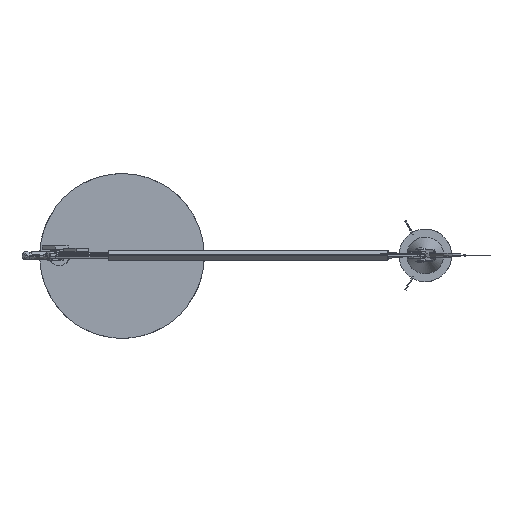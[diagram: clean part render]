
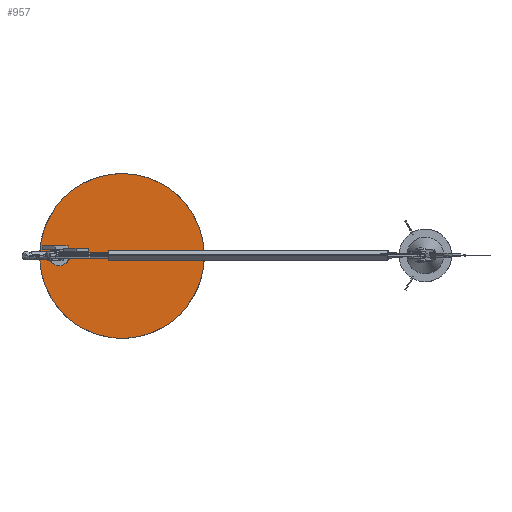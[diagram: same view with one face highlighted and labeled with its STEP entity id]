
A CAD part, top view. The second image highlights one B-rep face of the part: STEP entity #957.
In plain terms, the highlighted planar face has unit normal (0, 0, 1).
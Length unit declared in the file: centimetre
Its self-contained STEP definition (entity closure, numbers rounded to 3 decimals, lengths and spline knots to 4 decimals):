
#957=ADVANCED_FACE($,(#1589),#8499,.T.);
#1589=FACE_OUTER_BOUND($,#2253,.T.);
#2253=EDGE_LOOP($,(#5504,#5505));
#5504=ORIENTED_EDGE($,*,*,#7232,.F.);
#5505=ORIENTED_EDGE($,*,*,#7235,.F.);
#7232=EDGE_CURVE($,#8350,#8351,#10889,.T.);
#7235=EDGE_CURVE($,#8351,#8350,#10892,.T.);
#8350=VERTEX_POINT($,#29663);
#8351=VERTEX_POINT($,#29664);
#8499=PLANE($,#11060);
#10889=(
BOUNDED_CURVE()
B_SPLINE_CURVE(2,(#29622,#29623,#29624,#29625,#29626),.UNSPECIFIED.,.F.,
.F.)
B_SPLINE_CURVE_WITH_KNOTS((3,2,3),(-518.39,-259.195,0.),
.UNSPECIFIED.)
CURVE()
GEOMETRIC_REPRESENTATION_ITEM()
RATIONAL_B_SPLINE_CURVE((1.,0.707,1.,0.707,1.))
REPRESENTATION_ITEM($)
);
#10892=(
BOUNDED_CURVE()
B_SPLINE_CURVE(2,(#29634,#29635,#29636,#29637,#29638),.UNSPECIFIED.,.F.,
.F.)
B_SPLINE_CURVE_WITH_KNOTS((3,2,3),(-1036.78,-777.585,-518.39),
.UNSPECIFIED.)
CURVE()
GEOMETRIC_REPRESENTATION_ITEM()
RATIONAL_B_SPLINE_CURVE((1.,0.707,1.,0.707,1.))
REPRESENTATION_ITEM($)
);
#11060=AXIS2_PLACEMENT_3D($,#29649,#11222,$);
#11222=DIRECTION($,(0.,0.,1.));
#29622=CARTESIAN_POINT($,(-9.282,-0.5543,101.3367));
#29623=CARTESIAN_POINT($,(-9.3998,10.9451,101.3367));
#29624=CARTESIAN_POINT($,(2.0996,11.063,101.3367));
#29625=CARTESIAN_POINT($,(13.599,11.1808,101.3367));
#29626=CARTESIAN_POINT($,(13.7168,-0.3186,101.3367));
#29634=CARTESIAN_POINT($,(13.7168,-0.3186,101.3367));
#29635=CARTESIAN_POINT($,(13.8347,-11.818,101.3367));
#29636=CARTESIAN_POINT($,(2.3353,-11.9358,101.3367));
#29637=CARTESIAN_POINT($,(-9.1641,-12.0537,101.3367));
#29638=CARTESIAN_POINT($,(-9.282,-0.5543,101.3367));
#29649=CARTESIAN_POINT($,(-9.5126,-12.1664,101.3367));
#29663=CARTESIAN_POINT($,(-9.282,-0.5543,101.3367));
#29664=CARTESIAN_POINT($,(13.7168,-0.3186,101.3367));
